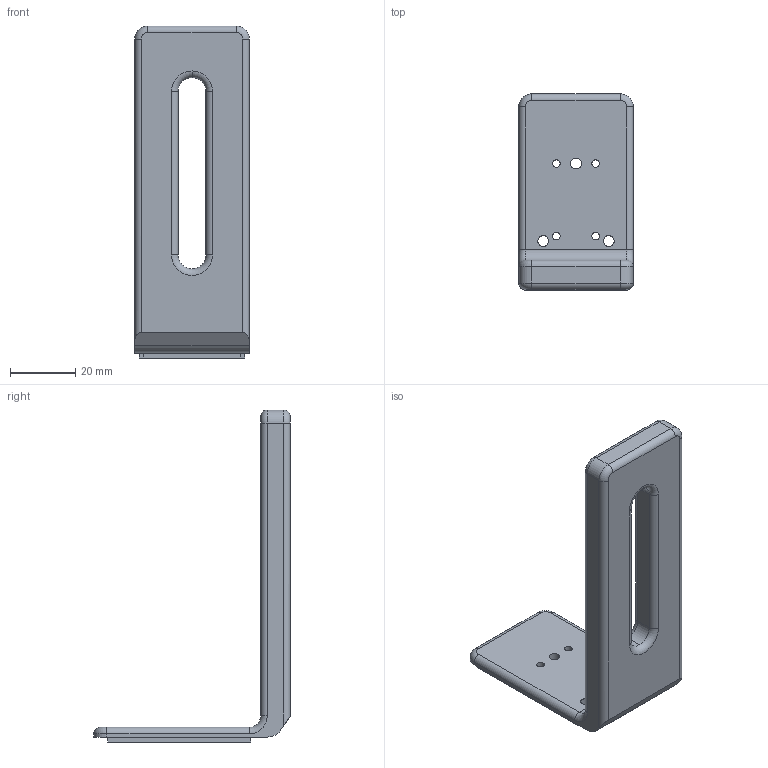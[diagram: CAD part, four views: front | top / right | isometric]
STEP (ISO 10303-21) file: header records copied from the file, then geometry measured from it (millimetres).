
FILE_DESCRIPTION (( 'STEP AP214' ), '1' );
FILE_NAME ('BaslerCameraMount.STEP', '2022-09-22T21:02:36', ( '' ), ( '' ), 'SwSTEP 2.0', 'SolidWorks 2020', '' );
FILE_SCHEMA (( 'AUTOMOTIVE_DESIGN' ));
Length unit declared in the file: millimetre
Products named in the file (1): BaslerCameraMount
Bounding box: 35 x 60 x 101.5 mm (x, y, z)
Volume: 31437.7 mm3; surface area: 12957.3 mm2
Topology: 1 solids, 1 shells, 70 faces, 177 edges, 110 vertices
Faces by surface type: cylinder 36, plane 20, torus 14
Entity records: 2183 total; most frequent: DIRECTION 405, CARTESIAN_POINT 364, ORIENTED_EDGE 354, EDGE_CURVE 177, AXIS2_PLACEMENT_3D 159, VERTEX_POINT 110, CIRCLE 88, LINE 87
